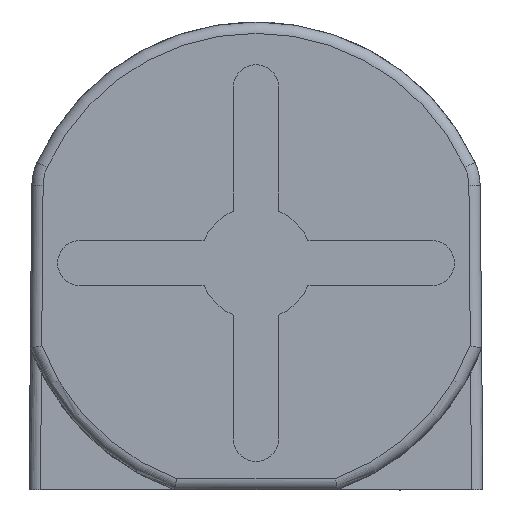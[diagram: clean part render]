
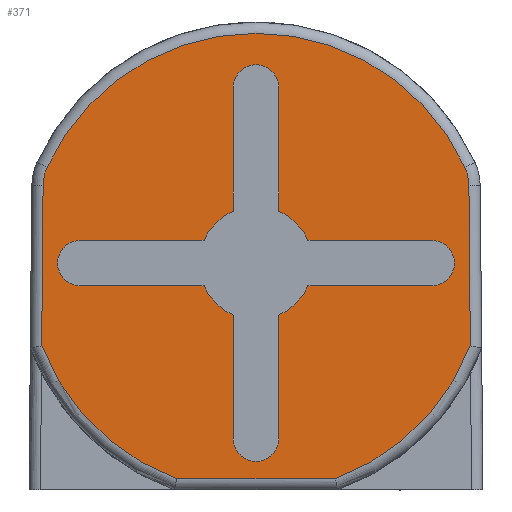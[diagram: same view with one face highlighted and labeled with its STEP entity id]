
A CAD part, front view. The second image highlights one B-rep face of the part: STEP entity #371.
In plain terms, the highlighted planar face has unit normal (0, -1, 0).
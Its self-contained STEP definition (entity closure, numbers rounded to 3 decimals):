
#205=FACE_BOUND('',#854,.T.);
#206=FACE_BOUND('',#855,.T.);
#248=CIRCLE('',#3571,4.07);
#249=CIRCLE('',#3573,0.804);
#250=CIRCLE('',#3574,4.07);
#251=CIRCLE('',#3575,0.804);
#252=CIRCLE('',#3576,4.07);
#253=CIRCLE('',#3577,1.005);
#254=CIRCLE('',#3578,0.402);
#255=CIRCLE('',#3579,1.005);
#256=CIRCLE('',#3580,0.402);
#257=CIRCLE('',#3581,1.005);
#258=CIRCLE('',#3582,0.402);
#259=CIRCLE('',#3583,1.005);
#260=CIRCLE('',#3584,0.402);
#371=ADVANCED_FACE('',(#205,#206),#532,.T.);
#532=PLANE('',#3585);
#854=EDGE_LOOP('',(#1421,#1422,#1423,#1424,#1425,#1426,#1427,#1428));
#855=EDGE_LOOP('',(#1429,#1430,#1431,#1432,#1433,#1434,#1435,#1436,#1437,
#1438,#1439,#1440,#1441,#1442,#1443,#1444));
#1421=ORIENTED_EDGE('',*,*,#2553,.T.);
#1422=ORIENTED_EDGE('',*,*,#2554,.T.);
#1423=ORIENTED_EDGE('',*,*,#2555,.T.);
#1424=ORIENTED_EDGE('',*,*,#2556,.T.);
#1425=ORIENTED_EDGE('',*,*,#2557,.T.);
#1426=ORIENTED_EDGE('',*,*,#2558,.T.);
#1427=ORIENTED_EDGE('',*,*,#2559,.T.);
#1428=ORIENTED_EDGE('',*,*,#2552,.T.);
#1429=ORIENTED_EDGE('',*,*,#2560,.F.);
#1430=ORIENTED_EDGE('',*,*,#2561,.F.);
#1431=ORIENTED_EDGE('',*,*,#2562,.T.);
#1432=ORIENTED_EDGE('',*,*,#2563,.F.);
#1433=ORIENTED_EDGE('',*,*,#2564,.F.);
#1434=ORIENTED_EDGE('',*,*,#2565,.F.);
#1435=ORIENTED_EDGE('',*,*,#2566,.T.);
#1436=ORIENTED_EDGE('',*,*,#2567,.F.);
#1437=ORIENTED_EDGE('',*,*,#2568,.F.);
#1438=ORIENTED_EDGE('',*,*,#2569,.F.);
#1439=ORIENTED_EDGE('',*,*,#2570,.T.);
#1440=ORIENTED_EDGE('',*,*,#2571,.F.);
#1441=ORIENTED_EDGE('',*,*,#2572,.F.);
#1442=ORIENTED_EDGE('',*,*,#2573,.F.);
#1443=ORIENTED_EDGE('',*,*,#2574,.T.);
#1444=ORIENTED_EDGE('',*,*,#2575,.F.);
#2182=VERTEX_POINT('',#5243);
#2183=VERTEX_POINT('',#5263);
#2184=VERTEX_POINT('',#5267);
#2185=VERTEX_POINT('',#5269);
#2186=VERTEX_POINT('',#5271);
#2187=VERTEX_POINT('',#5273);
#2188=VERTEX_POINT('',#5275);
#2189=VERTEX_POINT('',#5277);
#2190=VERTEX_POINT('',#5280);
#2191=VERTEX_POINT('',#5281);
#2192=VERTEX_POINT('',#5283);
#2193=VERTEX_POINT('',#5285);
#2194=VERTEX_POINT('',#5287);
#2195=VERTEX_POINT('',#5289);
#2196=VERTEX_POINT('',#5291);
#2197=VERTEX_POINT('',#5293);
#2198=VERTEX_POINT('',#5295);
#2199=VERTEX_POINT('',#5297);
#2200=VERTEX_POINT('',#5299);
#2201=VERTEX_POINT('',#5301);
#2202=VERTEX_POINT('',#5303);
#2203=VERTEX_POINT('',#5305);
#2204=VERTEX_POINT('',#5307);
#2205=VERTEX_POINT('',#5309);
#2552=EDGE_CURVE('',#2182,#2183,#248,.T.);
#2553=EDGE_CURVE('',#2183,#2184,#2958,.T.);
#2554=EDGE_CURVE('',#2184,#2185,#249,.T.);
#2555=EDGE_CURVE('',#2185,#2186,#250,.T.);
#2556=EDGE_CURVE('',#2186,#2187,#251,.T.);
#2557=EDGE_CURVE('',#2187,#2188,#2959,.T.);
#2558=EDGE_CURVE('',#2188,#2189,#252,.T.);
#2559=EDGE_CURVE('',#2189,#2182,#2960,.T.);
#2560=EDGE_CURVE('',#2190,#2191,#253,.T.);
#2561=EDGE_CURVE('',#2192,#2190,#2961,.T.);
#2562=EDGE_CURVE('',#2192,#2193,#254,.T.);
#2563=EDGE_CURVE('',#2194,#2193,#2962,.T.);
#2564=EDGE_CURVE('',#2195,#2194,#255,.T.);
#2565=EDGE_CURVE('',#2196,#2195,#2963,.T.);
#2566=EDGE_CURVE('',#2196,#2197,#256,.T.);
#2567=EDGE_CURVE('',#2198,#2197,#2964,.T.);
#2568=EDGE_CURVE('',#2199,#2198,#257,.T.);
#2569=EDGE_CURVE('',#2200,#2199,#2965,.T.);
#2570=EDGE_CURVE('',#2200,#2201,#258,.T.);
#2571=EDGE_CURVE('',#2202,#2201,#2966,.T.);
#2572=EDGE_CURVE('',#2203,#2202,#259,.T.);
#2573=EDGE_CURVE('',#2204,#2203,#2967,.T.);
#2574=EDGE_CURVE('',#2204,#2205,#260,.T.);
#2575=EDGE_CURVE('',#2191,#2205,#2968,.T.);
#2958=LINE('',#5266,#3281);
#2959=LINE('',#5274,#3282);
#2960=LINE('',#5278,#3283);
#2961=LINE('',#5282,#3284);
#2962=LINE('',#5286,#3285);
#2963=LINE('',#5290,#3286);
#2964=LINE('',#5294,#3287);
#2965=LINE('',#5298,#3288);
#2966=LINE('',#5302,#3289);
#2967=LINE('',#5306,#3290);
#2968=LINE('',#5310,#3291);
#3281=VECTOR('',#4120,1.);
#3282=VECTOR('',#4127,1.);
#3283=VECTOR('',#4130,1.);
#3284=VECTOR('',#4133,1.);
#3285=VECTOR('',#4136,1.);
#3286=VECTOR('',#4139,1.);
#3287=VECTOR('',#4142,1.);
#3288=VECTOR('',#4145,1.);
#3289=VECTOR('',#4148,1.);
#3290=VECTOR('',#4151,1.);
#3291=VECTOR('',#4154,1.);
#3571=AXIS2_PLACEMENT_3D('',#5264,#4116,#4117);
#3573=AXIS2_PLACEMENT_3D('',#5268,#4121,#4122);
#3574=AXIS2_PLACEMENT_3D('',#5270,#4123,#4124);
#3575=AXIS2_PLACEMENT_3D('',#5272,#4125,#4126);
#3576=AXIS2_PLACEMENT_3D('',#5276,#4128,#4129);
#3577=AXIS2_PLACEMENT_3D('',#5279,#4131,#4132);
#3578=AXIS2_PLACEMENT_3D('',#5284,#4134,#4135);
#3579=AXIS2_PLACEMENT_3D('',#5288,#4137,#4138);
#3580=AXIS2_PLACEMENT_3D('',#5292,#4140,#4141);
#3581=AXIS2_PLACEMENT_3D('',#5296,#4143,#4144);
#3582=AXIS2_PLACEMENT_3D('',#5300,#4146,#4147);
#3583=AXIS2_PLACEMENT_3D('',#5304,#4149,#4150);
#3584=AXIS2_PLACEMENT_3D('',#5308,#4152,#4153);
#3585=AXIS2_PLACEMENT_3D('',#5311,#4155,#4156);
#4116=DIRECTION('',(0.,-1.,0.));
#4117=DIRECTION('',(0.346,0.,-0.938));
#4120=DIRECTION('',(-0.009,0.,1.));
#4121=DIRECTION('',(0.,-1.,0.));
#4122=DIRECTION('',(1.,0.,0.009));
#4123=DIRECTION('',(0.,-1.,0.));
#4124=DIRECTION('',(0.909,0.,0.417));
#4125=DIRECTION('',(0.,-1.,0.));
#4126=DIRECTION('',(-0.909,0.,0.417));
#4127=DIRECTION('',(-0.009,0.,-1.));
#4128=DIRECTION('',(0.,-1.,0.));
#4129=DIRECTION('',(-0.933,0.,-0.36));
#4130=DIRECTION('',(1.,0.,0.));
#4131=DIRECTION('',(0.,-1.,0.));
#4132=DIRECTION('',(-0.4,0.,0.917));
#4133=DIRECTION('',(0.,0.,-1.));
#4134=DIRECTION('',(0.,1.,0.));
#4135=DIRECTION('',(-1.,0.,0.));
#4136=DIRECTION('',(0.,0.,1.));
#4137=DIRECTION('',(0.,-1.,0.));
#4138=DIRECTION('',(0.917,0.,0.4));
#4139=DIRECTION('',(-1.,0.,0.));
#4140=DIRECTION('',(0.,1.,0.));
#4141=DIRECTION('',(0.,0.,1.));
#4142=DIRECTION('',(1.,0.,0.));
#4143=DIRECTION('',(0.,-1.,0.));
#4144=DIRECTION('',(0.4,0.,-0.917));
#4145=DIRECTION('',(0.,0.,1.));
#4146=DIRECTION('',(0.,1.,0.));
#4147=DIRECTION('',(1.,0.,0.));
#4148=DIRECTION('',(0.,0.,-1.));
#4149=DIRECTION('',(0.,-1.,0.));
#4150=DIRECTION('',(-0.917,0.,-0.4));
#4151=DIRECTION('',(1.,0.,0.));
#4152=DIRECTION('',(0.,1.,0.));
#4153=DIRECTION('',(0.,0.,-1.));
#4154=DIRECTION('',(-1.,0.,0.));
#4155=DIRECTION('',(0.,-1.,0.));
#4156=DIRECTION('',(1.,0.,0.));
#5243=CARTESIAN_POINT('',(-266.592,-71.16,0.701));
#5263=CARTESIAN_POINT('',(-264.203,-71.16,3.053));
#5264=CARTESIAN_POINT('',(-268.,-71.16,4.52));
#5266=CARTESIAN_POINT('',(-264.203,-71.16,3.053));
#5267=CARTESIAN_POINT('',(-264.228,-71.16,5.891));
#5268=CARTESIAN_POINT('',(-265.032,-71.16,5.884));
#5269=CARTESIAN_POINT('',(-264.301,-71.16,6.219));
#5270=CARTESIAN_POINT('',(-268.,-71.16,4.52));
#5271=CARTESIAN_POINT('',(-271.699,-71.16,6.219));
#5272=CARTESIAN_POINT('',(-270.968,-71.16,5.884));
#5273=CARTESIAN_POINT('',(-271.772,-71.16,5.891));
#5274=CARTESIAN_POINT('',(-271.772,-71.16,5.891));
#5275=CARTESIAN_POINT('',(-271.797,-71.16,3.053));
#5276=CARTESIAN_POINT('',(-268.,-71.16,4.52));
#5277=CARTESIAN_POINT('',(-269.408,-71.16,0.701));
#5278=CARTESIAN_POINT('',(-269.408,-71.16,0.701));
#5279=CARTESIAN_POINT('',(-268.,-71.16,4.52));
#5280=CARTESIAN_POINT('',(-268.402,-71.16,5.441));
#5281=CARTESIAN_POINT('',(-268.921,-71.16,4.922));
#5282=CARTESIAN_POINT('',(-268.402,-71.16,7.632));
#5283=CARTESIAN_POINT('',(-268.402,-71.16,7.632));
#5284=CARTESIAN_POINT('',(-268.,-71.16,7.632));
#5285=CARTESIAN_POINT('',(-267.598,-71.16,7.632));
#5286=CARTESIAN_POINT('',(-267.598,-71.16,5.441));
#5287=CARTESIAN_POINT('',(-267.598,-71.16,5.441));
#5288=CARTESIAN_POINT('',(-268.,-71.16,4.52));
#5289=CARTESIAN_POINT('',(-267.079,-71.16,4.922));
#5290=CARTESIAN_POINT('',(-264.888,-71.16,4.922));
#5291=CARTESIAN_POINT('',(-264.888,-71.16,4.922));
#5292=CARTESIAN_POINT('',(-264.888,-71.16,4.52));
#5293=CARTESIAN_POINT('',(-264.888,-71.16,4.118));
#5294=CARTESIAN_POINT('',(-267.079,-71.16,4.118));
#5295=CARTESIAN_POINT('',(-267.079,-71.16,4.118));
#5296=CARTESIAN_POINT('',(-268.,-71.16,4.52));
#5297=CARTESIAN_POINT('',(-267.598,-71.16,3.599));
#5298=CARTESIAN_POINT('',(-267.598,-71.16,1.408));
#5299=CARTESIAN_POINT('',(-267.598,-71.16,1.408));
#5300=CARTESIAN_POINT('',(-268.,-71.16,1.408));
#5301=CARTESIAN_POINT('',(-268.402,-71.16,1.408));
#5302=CARTESIAN_POINT('',(-268.402,-71.16,3.599));
#5303=CARTESIAN_POINT('',(-268.402,-71.16,3.599));
#5304=CARTESIAN_POINT('',(-268.,-71.16,4.52));
#5305=CARTESIAN_POINT('',(-268.921,-71.16,4.118));
#5306=CARTESIAN_POINT('',(-271.112,-71.16,4.118));
#5307=CARTESIAN_POINT('',(-271.112,-71.16,4.118));
#5308=CARTESIAN_POINT('',(-271.112,-71.16,4.52));
#5309=CARTESIAN_POINT('',(-271.112,-71.16,4.922));
#5310=CARTESIAN_POINT('',(-268.921,-71.16,4.922));
#5311=CARTESIAN_POINT('',(-268.,-71.16,0.5));
